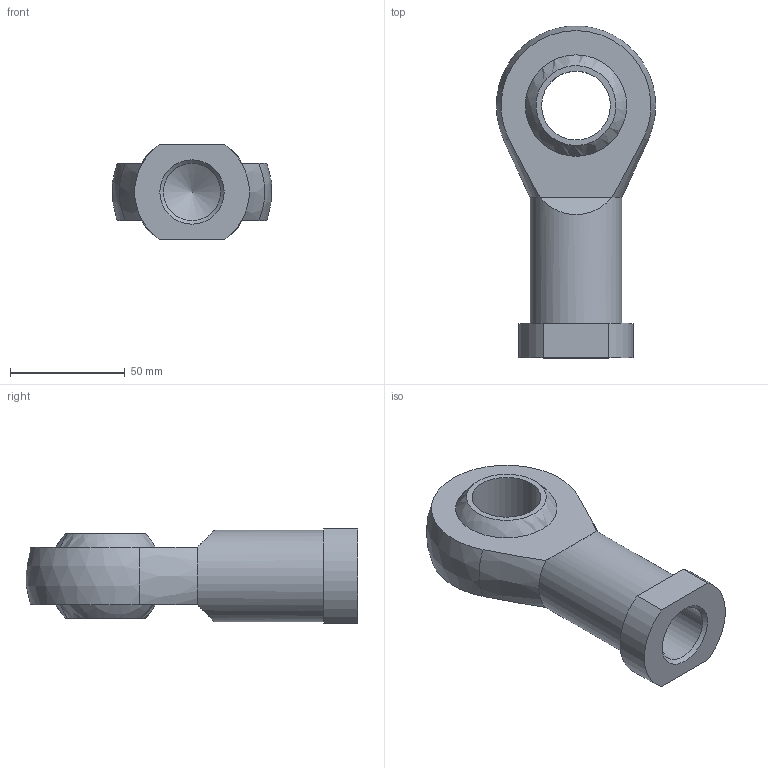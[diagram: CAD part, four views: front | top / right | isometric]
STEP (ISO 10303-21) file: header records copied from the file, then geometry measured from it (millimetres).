
FILE_DESCRIPTION((''),'2;1');
FILE_NAME('1320_125_32F.stp','2006-07-12T11:53:38',('rivolro1'),(''),'Autodesk Inventor 11','Autodesk Inventor 11','');
FILE_SCHEMA(('AUTOMOTIVE_DESIGN { 1 0 10303 214 1 1 1 1 }'));
Length unit declared in the file: millimetre
Products named in the file (3): 1320_125_32F; 1320_125_32F(A); 1320_125_32F(B)
Assembly tree (2 placements, depth 2):
  1320_125_32F
    1320_125_32F(A)
    1320_125_32F(B)
Bounding box: 69.48 x 144.74 x 41 mm (x, y, z)
Volume: 157496 mm3; surface area: 39253.5 mm2
Topology: 2 solids, 2 shells, 22 faces, 48 edges, 31 vertices
Faces by surface type: plane 10, cylinder 5, cone 4, sphere 2, bspline 1
Full cylindrical faces by diameter (mm): 25 x1, 30 x1, 40 x1
Entity records: 632 total; most frequent: CARTESIAN_POINT 123, DIRECTION 106, ORIENTED_EDGE 72, AXIS2_PLACEMENT_3D 48, EDGE_CURVE 36, EDGE_LOOP 34, VERTEX_POINT 26, FACE_OUTER_BOUND 22
